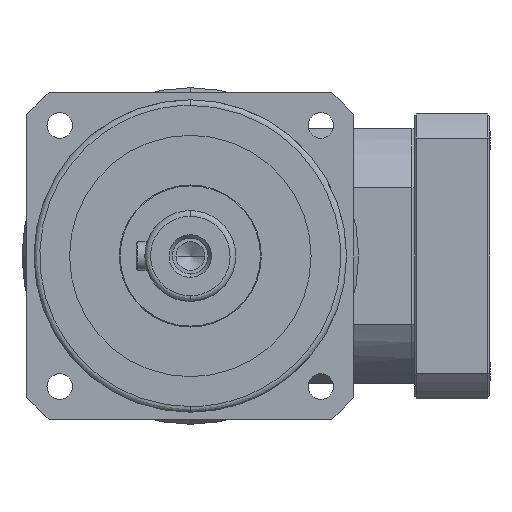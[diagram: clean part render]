
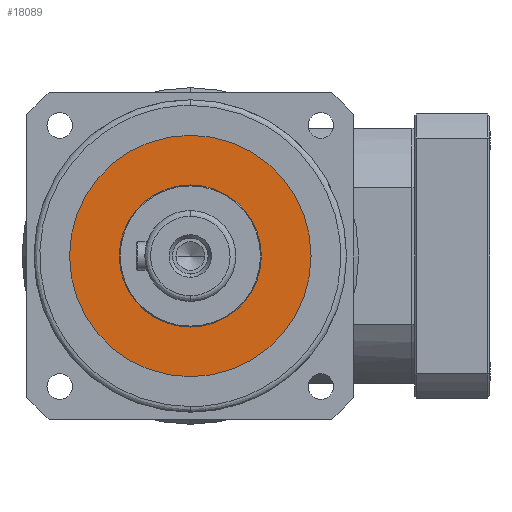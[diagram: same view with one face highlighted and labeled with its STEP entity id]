
A CAD part, left-side view. The second image highlights one B-rep face of the part: STEP entity #18089.
In plain terms, the highlighted face is planar.
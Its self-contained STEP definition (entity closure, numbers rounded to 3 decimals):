
#809 = CIRCLE ( 'NONE', #22449, 42.5 ) ;
#1060 = CARTESIAN_POINT ( 'NONE',  ( -53.01, 0., 25. ) ) ;
#3419 = FACE_BOUND ( 'NONE', #20335, .T. ) ;
#3907 = AXIS2_PLACEMENT_3D ( 'NONE', #4716, #19811, #6909 ) ;
#4568 = CARTESIAN_POINT ( 'NONE',  ( -53.01, 0., 0. ) ) ;
#4716 = CARTESIAN_POINT ( 'NONE',  ( -53.01, 0., 0. ) ) ;
#4778 = CARTESIAN_POINT ( 'NONE',  ( -53.01, 0., 0. ) ) ;
#5683 = VERTEX_POINT ( 'NONE', #1060 ) ;
#5752 = CARTESIAN_POINT ( 'NONE',  ( -53.01, 0., -42.5 ) ) ;
#6102 = CARTESIAN_POINT ( 'NONE',  ( -53.01, 0., -25. ) ) ;
#6791 = DIRECTION ( 'NONE',  ( 0., 0., 1. ) ) ;
#6909 = DIRECTION ( 'NONE',  ( 0., 0., -1. ) ) ;
#6983 = DIRECTION ( 'NONE',  ( 0., 0., 1. ) ) ;
#9947 = FACE_OUTER_BOUND ( 'NONE', #25322, .T. ) ;
#11341 = DIRECTION ( 'NONE',  ( -1., 0., 0. ) ) ;
#11396 = CARTESIAN_POINT ( 'NONE',  ( -53.01, 0., 0. ) ) ;
#11514 = VERTEX_POINT ( 'NONE', #24219 ) ;
#13292 = PLANE ( 'NONE',  #3907 ) ;
#13408 = CIRCLE ( 'NONE', #13993, 42.5 ) ;
#13507 = DIRECTION ( 'NONE',  ( 0., 0., 1. ) ) ;
#13993 = AXIS2_PLACEMENT_3D ( 'NONE', #4778, #19874, #6983 ) ;
#14027 = AXIS2_PLACEMENT_3D ( 'NONE', #23909, #11341, #26143 ) ;
#14133 = ORIENTED_EDGE ( 'NONE', *, *, #15944, .T. ) ;
#15508 = ORIENTED_EDGE ( 'NONE', *, *, #16999, .T. ) ;
#15654 = VERTEX_POINT ( 'NONE', #5752 ) ;
#15944 = EDGE_CURVE ( 'NONE', #11514, #15654, #809, .T. ) ;
#16029 = EDGE_CURVE ( 'NONE', #5683, #20833, #26188, .T. ) ;
#16999 = EDGE_CURVE ( 'NONE', #20833, #5683, #19082, .T. ) ;
#17030 = EDGE_CURVE ( 'NONE', #15654, #11514, #13408, .T. ) ;
#18089 = ADVANCED_FACE ( 'NONE', ( #9947, #3419 ), #13292, .T. ) ;
#18786 = ORIENTED_EDGE ( 'NONE', *, *, #17030, .T. ) ;
#19082 = CIRCLE ( 'NONE', #14027, 25. ) ;
#19668 = DIRECTION ( 'NONE',  ( 1., 0., 0. ) ) ;
#19811 = DIRECTION ( 'NONE',  ( 1., 0., 0. ) ) ;
#19874 = DIRECTION ( 'NONE',  ( 1., 0., 0. ) ) ;
#20335 = EDGE_LOOP ( 'NONE', ( #23645, #15508 ) ) ;
#20833 = VERTEX_POINT ( 'NONE', #6102 ) ;
#22018 = AXIS2_PLACEMENT_3D ( 'NONE', #11396, #26202, #13507 ) ;
#22449 = AXIS2_PLACEMENT_3D ( 'NONE', #4568, #19668, #6791 ) ;
#23645 = ORIENTED_EDGE ( 'NONE', *, *, #16029, .T. ) ;
#23909 = CARTESIAN_POINT ( 'NONE',  ( -53.01, 0., 0. ) ) ;
#24219 = CARTESIAN_POINT ( 'NONE',  ( -53.01, 0., 42.5 ) ) ;
#25322 = EDGE_LOOP ( 'NONE', ( #14133, #18786 ) ) ;
#26143 = DIRECTION ( 'NONE',  ( 0., 0., 1. ) ) ;
#26188 = CIRCLE ( 'NONE', #22018, 25. ) ;
#26202 = DIRECTION ( 'NONE',  ( -1., 0., 0. ) ) ;
